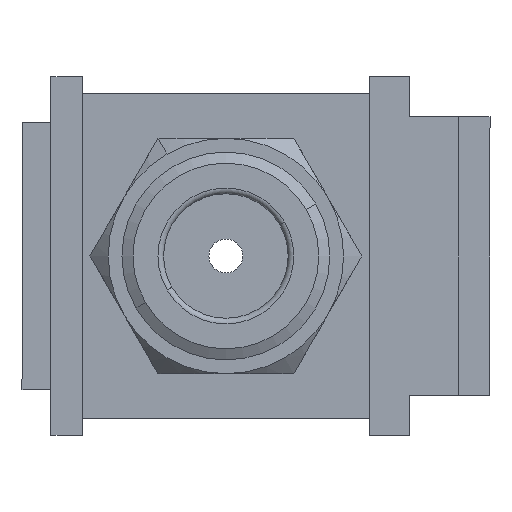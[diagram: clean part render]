
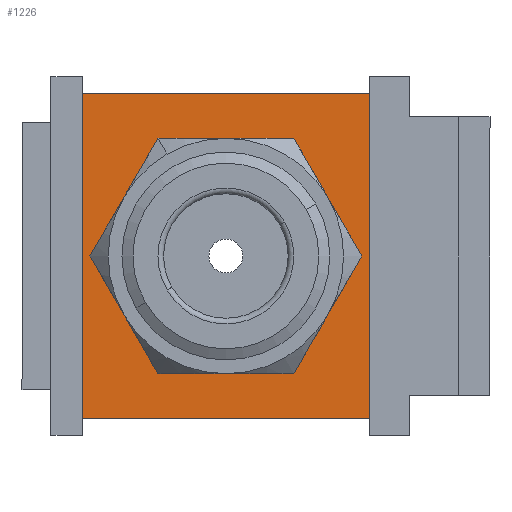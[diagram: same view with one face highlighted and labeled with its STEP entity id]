
A CAD part, left-side view. The second image highlights one B-rep face of the part: STEP entity #1226.
In plain terms, the highlighted planar face has unit normal (-1, 0, 0).
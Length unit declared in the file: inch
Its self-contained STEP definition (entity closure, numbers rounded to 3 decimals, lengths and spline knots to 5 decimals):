
#2 = ORIENTED_EDGE ( 'NONE', *, *, #9285, .F. ) ;
#33 = VERTEX_POINT ( 'NONE', #3216 ) ;
#207 = DIRECTION ( 'NONE',  ( 0., 0., -1. ) ) ;
#247 = DIRECTION ( 'NONE',  ( 0., 0., -1. ) ) ;
#306 = DIRECTION ( 'NONE',  ( 0., 0., -1. ) ) ;
#311 = FACE_BOUND ( 'NONE', #8391, .T. ) ;
#614 = EDGE_CURVE ( 'NONE', #1623, #3699, #1459, .T. ) ;
#778 = VERTEX_POINT ( 'NONE', #3498 ) ;
#1226 = ADVANCED_FACE ( 'NONE', ( #311, #6274 ), #4261, .F. ) ;
#1459 = LINE ( 'NONE', #9618, #6792 ) ;
#1623 = VERTEX_POINT ( 'NONE', #7715 ) ;
#1731 = DIRECTION ( 'NONE',  ( 0., -1., 0. ) ) ;
#1747 = CARTESIAN_POINT ( 'NONE',  ( 0., 0., 0. ) ) ;
#1963 = DIRECTION ( 'NONE',  ( 0., 0., -1. ) ) ;
#1974 = AXIS2_PLACEMENT_3D ( 'NONE', #6519, #5759, #207 ) ;
#2431 = EDGE_CURVE ( 'NONE', #778, #4992, #5243, .T. ) ;
#2579 = EDGE_CURVE ( 'NONE', #33, #9226, #4023, .T. ) ;
#2900 = CARTESIAN_POINT ( 'NONE',  ( 0., -0.25393, 0.2874 ) ) ;
#3210 = CARTESIAN_POINT ( 'NONE',  ( 0., 0.25393, -0.2874 ) ) ;
#3216 = CARTESIAN_POINT ( 'NONE',  ( 0., 0.25393, -0.2874 ) ) ;
#3498 = CARTESIAN_POINT ( 'NONE',  ( 0., 0.18307, 0. ) ) ;
#3699 = VERTEX_POINT ( 'NONE', #3954 ) ;
#3835 = AXIS2_PLACEMENT_3D ( 'NONE', #5036, #7429, #247 ) ;
#3954 = CARTESIAN_POINT ( 'NONE',  ( 0., -0.25393, 0.2874 ) ) ;
#4023 = LINE ( 'NONE', #3210, #10093 ) ;
#4261 = PLANE ( 'NONE',  #3835 ) ;
#4794 = DIRECTION ( 'NONE',  ( 0., -1., 0. ) ) ;
#4992 = VERTEX_POINT ( 'NONE', #8758 ) ;
#5036 = CARTESIAN_POINT ( 'NONE',  ( 0., 0.25393, 0.2874 ) ) ;
#5061 = CARTESIAN_POINT ( 'NONE',  ( 0., 0.25393, 0.2874 ) ) ;
#5243 = CIRCLE ( 'NONE', #1974, 0.18307 ) ;
#5759 = DIRECTION ( 'NONE',  ( 1., 0., 0. ) ) ;
#6002 = VECTOR ( 'NONE', #1963, 39.37008 ) ;
#6274 = FACE_OUTER_BOUND ( 'NONE', #7294, .T. ) ;
#6519 = CARTESIAN_POINT ( 'NONE',  ( 0., 0., 0. ) ) ;
#6792 = VECTOR ( 'NONE', #1731, 39.37008 ) ;
#6809 = CIRCLE ( 'NONE', #8949, 0.18307 ) ;
#7294 = EDGE_LOOP ( 'NONE', ( #8453, #2, #8202, #7552 ) ) ;
#7420 = EDGE_CURVE ( 'NONE', #4992, #778, #6809, .T. ) ;
#7429 = DIRECTION ( 'NONE',  ( 1., 0., 0. ) ) ;
#7552 = ORIENTED_EDGE ( 'NONE', *, *, #9798, .T. ) ;
#7715 = CARTESIAN_POINT ( 'NONE',  ( 0., 0.25393, 0.2874 ) ) ;
#8120 = DIRECTION ( 'NONE',  ( 1., 0., 0. ) ) ;
#8202 = ORIENTED_EDGE ( 'NONE', *, *, #614, .F. ) ;
#8391 = EDGE_LOOP ( 'NONE', ( #9715, #10086 ) ) ;
#8453 = ORIENTED_EDGE ( 'NONE', *, *, #2579, .T. ) ;
#8758 = CARTESIAN_POINT ( 'NONE',  ( 0., -0.18307, 0. ) ) ;
#8771 = DIRECTION ( 'NONE',  ( 0., 0., -1. ) ) ;
#8949 = AXIS2_PLACEMENT_3D ( 'NONE', #1747, #8120, #8771 ) ;
#8976 = LINE ( 'NONE', #5061, #10237 ) ;
#9226 = VERTEX_POINT ( 'NONE', #9963 ) ;
#9285 = EDGE_CURVE ( 'NONE', #3699, #9226, #10247, .T. ) ;
#9618 = CARTESIAN_POINT ( 'NONE',  ( 0., 0.25393, 0.2874 ) ) ;
#9715 = ORIENTED_EDGE ( 'NONE', *, *, #2431, .T. ) ;
#9798 = EDGE_CURVE ( 'NONE', #1623, #33, #8976, .T. ) ;
#9963 = CARTESIAN_POINT ( 'NONE',  ( 0., -0.25393, -0.2874 ) ) ;
#10086 = ORIENTED_EDGE ( 'NONE', *, *, #7420, .T. ) ;
#10093 = VECTOR ( 'NONE', #4794, 39.37008 ) ;
#10237 = VECTOR ( 'NONE', #306, 39.37008 ) ;
#10247 = LINE ( 'NONE', #2900, #6002 ) ;
